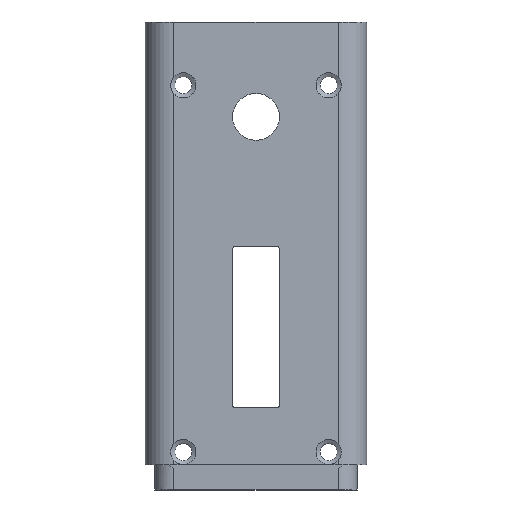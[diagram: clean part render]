
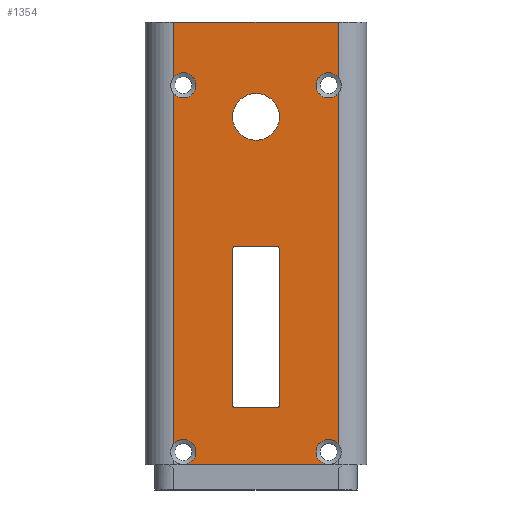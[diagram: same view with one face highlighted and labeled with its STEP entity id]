
A CAD part, top view. The second image highlights one B-rep face of the part: STEP entity #1354.
In plain terms, the highlighted planar face has unit normal (0, 0, 1).
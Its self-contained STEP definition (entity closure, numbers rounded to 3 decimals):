
#15=FACE_BOUND('',#198,.T.);
#16=FACE_BOUND('',#199,.T.);
#29=PLANE('',#1470);
#123=FACE_OUTER_BOUND('',#197,.T.);
#197=EDGE_LOOP('',(#998,#999,#1000,#1001,#1002,#1003,#1004,#1005,#1006,
#1007,#1008,#1009));
#198=EDGE_LOOP('',(#1010,#1011,#1012,#1013,#1014,#1015,#1016,#1017));
#199=EDGE_LOOP('',(#1018));
#286=LINE('',#2087,#419);
#288=LINE('',#2090,#421);
#289=LINE('',#2092,#422);
#292=LINE('',#2099,#425);
#293=LINE('',#2101,#426);
#294=LINE('',#2102,#427);
#295=LINE('',#2107,#428);
#296=LINE('',#2111,#429);
#297=LINE('',#2115,#430);
#298=LINE('',#2118,#431);
#419=VECTOR('',#1644,10.);
#421=VECTOR('',#1648,10.);
#422=VECTOR('',#1649,10.);
#425=VECTOR('',#1658,10.);
#426=VECTOR('',#1659,10.);
#427=VECTOR('',#1660,10.);
#428=VECTOR('',#1663,10.);
#429=VECTOR('',#1666,10.);
#430=VECTOR('',#1669,10.);
#431=VECTOR('',#1672,10.);
#538=CIRCLE('',#1443,2.);
#539=CIRCLE('',#1444,2.);
#542=CIRCLE('',#1448,2.);
#547=CIRCLE('',#1456,2.);
#548=CIRCLE('',#1457,2.);
#549=CIRCLE('',#1459,2.);
#555=CIRCLE('',#1471,0.5);
#556=CIRCLE('',#1472,0.5);
#557=CIRCLE('',#1473,0.5);
#558=CIRCLE('',#1474,0.5);
#559=CIRCLE('',#1475,3.7);
#595=VERTEX_POINT('',#1975);
#597=VERTEX_POINT('',#1988);
#598=VERTEX_POINT('',#1991);
#602=VERTEX_POINT('',#2006);
#604=VERTEX_POINT('',#2011);
#609=VERTEX_POINT('',#2033);
#610=VERTEX_POINT('',#2034);
#611=VERTEX_POINT('',#2046);
#612=VERTEX_POINT('',#2051);
#614=VERTEX_POINT('',#2059);
#622=VERTEX_POINT('',#2091);
#624=VERTEX_POINT('',#2100);
#625=VERTEX_POINT('',#2103);
#626=VERTEX_POINT('',#2104);
#627=VERTEX_POINT('',#2106);
#628=VERTEX_POINT('',#2108);
#629=VERTEX_POINT('',#2110);
#630=VERTEX_POINT('',#2112);
#631=VERTEX_POINT('',#2114);
#632=VERTEX_POINT('',#2116);
#633=VERTEX_POINT('',#2119);
#727=EDGE_CURVE('',#597,#595,#538,.T.);
#729=EDGE_CURVE('',#598,#597,#539,.T.);
#737=EDGE_CURVE('',#604,#602,#542,.T.);
#747=EDGE_CURVE('',#611,#609,#547,.T.);
#749=EDGE_CURVE('',#610,#611,#548,.T.);
#751=EDGE_CURVE('',#614,#612,#549,.T.);
#763=EDGE_CURVE('',#602,#598,#286,.T.);
#765=EDGE_CURVE('',#604,#612,#288,.T.);
#766=EDGE_CURVE('',#614,#622,#289,.T.);
#770=EDGE_CURVE('',#595,#610,#292,.T.);
#771=EDGE_CURVE('',#609,#624,#293,.T.);
#772=EDGE_CURVE('',#622,#624,#294,.T.);
#773=EDGE_CURVE('',#625,#626,#555,.T.);
#774=EDGE_CURVE('',#626,#627,#295,.T.);
#775=EDGE_CURVE('',#627,#628,#556,.T.);
#776=EDGE_CURVE('',#628,#629,#296,.T.);
#777=EDGE_CURVE('',#629,#630,#557,.T.);
#778=EDGE_CURVE('',#630,#631,#297,.T.);
#779=EDGE_CURVE('',#631,#632,#558,.T.);
#780=EDGE_CURVE('',#632,#625,#298,.T.);
#781=EDGE_CURVE('',#633,#633,#559,.T.);
#998=ORIENTED_EDGE('',*,*,#729,.T.);
#999=ORIENTED_EDGE('',*,*,#727,.T.);
#1000=ORIENTED_EDGE('',*,*,#770,.T.);
#1001=ORIENTED_EDGE('',*,*,#749,.T.);
#1002=ORIENTED_EDGE('',*,*,#747,.T.);
#1003=ORIENTED_EDGE('',*,*,#771,.T.);
#1004=ORIENTED_EDGE('',*,*,#772,.F.);
#1005=ORIENTED_EDGE('',*,*,#766,.F.);
#1006=ORIENTED_EDGE('',*,*,#751,.T.);
#1007=ORIENTED_EDGE('',*,*,#765,.F.);
#1008=ORIENTED_EDGE('',*,*,#737,.T.);
#1009=ORIENTED_EDGE('',*,*,#763,.T.);
#1010=ORIENTED_EDGE('',*,*,#773,.T.);
#1011=ORIENTED_EDGE('',*,*,#774,.T.);
#1012=ORIENTED_EDGE('',*,*,#775,.T.);
#1013=ORIENTED_EDGE('',*,*,#776,.T.);
#1014=ORIENTED_EDGE('',*,*,#777,.T.);
#1015=ORIENTED_EDGE('',*,*,#778,.T.);
#1016=ORIENTED_EDGE('',*,*,#779,.T.);
#1017=ORIENTED_EDGE('',*,*,#780,.T.);
#1018=ORIENTED_EDGE('',*,*,#781,.T.);
#1354=ADVANCED_FACE('',(#123,#15,#16),#29,.T.);
#1443=AXIS2_PLACEMENT_3D('',#1989,#1581,#1582);
#1444=AXIS2_PLACEMENT_3D('',#1992,#1584,#1585);
#1448=AXIS2_PLACEMENT_3D('',#2012,#1596,#1597);
#1456=AXIS2_PLACEMENT_3D('',#2047,#1615,#1616);
#1457=AXIS2_PLACEMENT_3D('',#2049,#1618,#1619);
#1459=AXIS2_PLACEMENT_3D('',#2060,#1622,#1623);
#1470=AXIS2_PLACEMENT_3D('',#2098,#1656,#1657);
#1471=AXIS2_PLACEMENT_3D('',#2105,#1661,#1662);
#1472=AXIS2_PLACEMENT_3D('',#2109,#1664,#1665);
#1473=AXIS2_PLACEMENT_3D('',#2113,#1667,#1668);
#1474=AXIS2_PLACEMENT_3D('',#2117,#1670,#1671);
#1475=AXIS2_PLACEMENT_3D('',#2120,#1673,#1674);
#1581=DIRECTION('center_axis',(0.,0.,-1.));
#1582=DIRECTION('ref_axis',(1.,0.,0.));
#1584=DIRECTION('center_axis',(0.,0.,-1.));
#1585=DIRECTION('ref_axis',(1.,0.,0.));
#1596=DIRECTION('center_axis',(0.,0.,-1.));
#1597=DIRECTION('ref_axis',(1.,0.,0.));
#1615=DIRECTION('center_axis',(0.,0.,-1.));
#1616=DIRECTION('ref_axis',(1.,0.,0.));
#1618=DIRECTION('center_axis',(0.,0.,-1.));
#1619=DIRECTION('ref_axis',(1.,0.,0.));
#1622=DIRECTION('center_axis',(0.,0.,-1.));
#1623=DIRECTION('ref_axis',(1.,0.,0.));
#1644=DIRECTION('',(1.,0.,0.));
#1648=DIRECTION('',(0.,1.,0.));
#1649=DIRECTION('',(0.,1.,0.));
#1656=DIRECTION('center_axis',(0.,0.,1.));
#1657=DIRECTION('ref_axis',(1.,0.,0.));
#1658=DIRECTION('',(0.,1.,0.));
#1659=DIRECTION('',(0.,1.,0.));
#1660=DIRECTION('',(1.,0.,0.));
#1661=DIRECTION('center_axis',(0.,0.,-1.));
#1662=DIRECTION('ref_axis',(0.,-1.,0.));
#1663=DIRECTION('',(0.,1.,0.));
#1664=DIRECTION('center_axis',(0.,0.,-1.));
#1665=DIRECTION('ref_axis',(-1.,0.,0.));
#1666=DIRECTION('',(1.,0.,0.));
#1667=DIRECTION('center_axis',(0.,0.,-1.));
#1668=DIRECTION('ref_axis',(0.,1.,0.));
#1669=DIRECTION('',(0.,-1.,0.));
#1670=DIRECTION('center_axis',(0.,0.,-1.));
#1671=DIRECTION('ref_axis',(1.,0.,0.));
#1672=DIRECTION('',(-1.,0.,0.));
#1673=DIRECTION('center_axis',(0.,0.,-1.));
#1674=DIRECTION('ref_axis',(-1.,0.,0.));
#1975=CARTESIAN_POINT('',(13.,3.323,17.5));
#1988=CARTESIAN_POINT('',(9.5,2.,17.5));
#1989=CARTESIAN_POINT('Origin',(11.5,2.,17.5));
#1991=CARTESIAN_POINT('',(11.5,0.,17.5));
#1992=CARTESIAN_POINT('Origin',(11.5,2.,17.5));
#2006=CARTESIAN_POINT('',(-11.5,0.,17.5));
#2011=CARTESIAN_POINT('',(-13.,3.323,17.5));
#2012=CARTESIAN_POINT('Origin',(-11.5,2.,17.5));
#2033=CARTESIAN_POINT('',(13.,61.323,17.5));
#2034=CARTESIAN_POINT('',(13.,58.677,17.5));
#2046=CARTESIAN_POINT('',(9.5,60.,17.5));
#2047=CARTESIAN_POINT('Origin',(11.5,60.,17.5));
#2049=CARTESIAN_POINT('Origin',(11.5,60.,17.5));
#2051=CARTESIAN_POINT('',(-13.,58.677,17.5));
#2059=CARTESIAN_POINT('',(-13.,61.323,17.5));
#2060=CARTESIAN_POINT('Origin',(-11.5,60.,17.5));
#2087=CARTESIAN_POINT('',(-13.,0.,17.5));
#2090=CARTESIAN_POINT('',(-13.,0.,17.5));
#2091=CARTESIAN_POINT('',(-13.,70.,17.5));
#2092=CARTESIAN_POINT('',(-13.,0.,17.5));
#2098=CARTESIAN_POINT('Origin',(-13.,0.,17.5));
#2099=CARTESIAN_POINT('',(13.,0.,17.5));
#2100=CARTESIAN_POINT('',(13.,70.,17.5));
#2101=CARTESIAN_POINT('',(13.,0.,17.5));
#2102=CARTESIAN_POINT('',(-13.,70.,17.5));
#2103=CARTESIAN_POINT('',(-3.25,9.,17.5));
#2104=CARTESIAN_POINT('',(-3.75,9.5,17.5));
#2105=CARTESIAN_POINT('Origin',(-3.25,9.5,17.5));
#2106=CARTESIAN_POINT('',(-3.75,34.,17.5));
#2107=CARTESIAN_POINT('',(-3.75,17.,17.5));
#2108=CARTESIAN_POINT('',(-3.25,34.5,17.5));
#2109=CARTESIAN_POINT('Origin',(-3.25,34.,17.5));
#2110=CARTESIAN_POINT('',(3.25,34.5,17.5));
#2111=CARTESIAN_POINT('',(-4.875,34.5,17.5));
#2112=CARTESIAN_POINT('',(3.75,34.,17.5));
#2113=CARTESIAN_POINT('Origin',(3.25,34.,17.5));
#2114=CARTESIAN_POINT('',(3.75,9.5,17.5));
#2115=CARTESIAN_POINT('',(3.75,4.75,17.5));
#2116=CARTESIAN_POINT('',(3.25,9.,17.5));
#2117=CARTESIAN_POINT('Origin',(3.25,9.5,17.5));
#2118=CARTESIAN_POINT('',(-8.125,9.,17.5));
#2119=CARTESIAN_POINT('',(3.7,55.,17.5));
#2120=CARTESIAN_POINT('Origin',(0.,55.,17.5));
